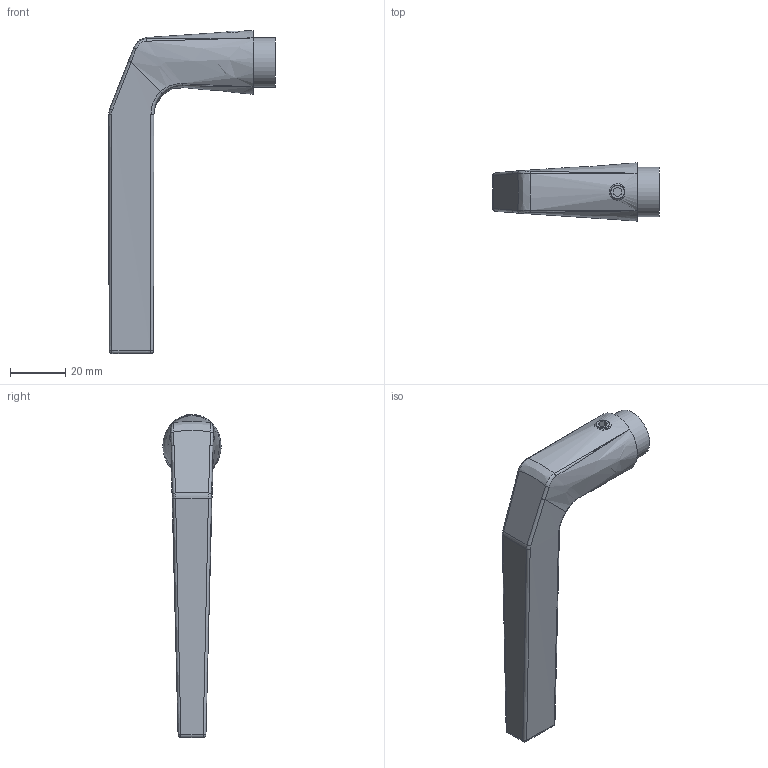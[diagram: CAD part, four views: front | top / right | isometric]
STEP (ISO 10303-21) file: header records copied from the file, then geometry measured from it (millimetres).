
FILE_DESCRIPTION (( 'STEP AP203' ), '1' );
FILE_NAME ('15347.STEP', '2024-08-15T07:00:43', ( '' ), ( '' ), 'SwSTEP 2.0', 'SolidWorks 2018', '' );
FILE_SCHEMA (( 'CONFIG_CONTROL_DESIGN' ));
Length unit declared in the file: millimetre
Products named in the file (3): 15347 Teil1_15347 Teil1; 15347; DIN914_DIN 914 M6x8
Assembly tree (2 placements, depth 2):
  15347
    15347 Teil1_15347 Teil1
    DIN914_DIN 914 M6x8
Bounding box: 60 x 21 x 116.49 mm (x, y, z)
Volume: 32374.2 mm3; surface area: 10584.8 mm2
Topology: 2 solids, 2 shells, 237 faces, 615 edges, 398 vertices
Faces by surface type: plane 125, bspline 101, cylinder 6, sphere 3, cone 2
Full cylindrical faces by diameter (mm): 5 x1, 6 x1, 17.8 x1
Entity records: 11999 total; most frequent: CARTESIAN_POINT 6651, ORIENTED_EDGE 1210, DIRECTION 714, EDGE_CURVE 605, VERTEX_POINT 397, LINE 372, VECTOR 372, EDGE_LOOP 264
